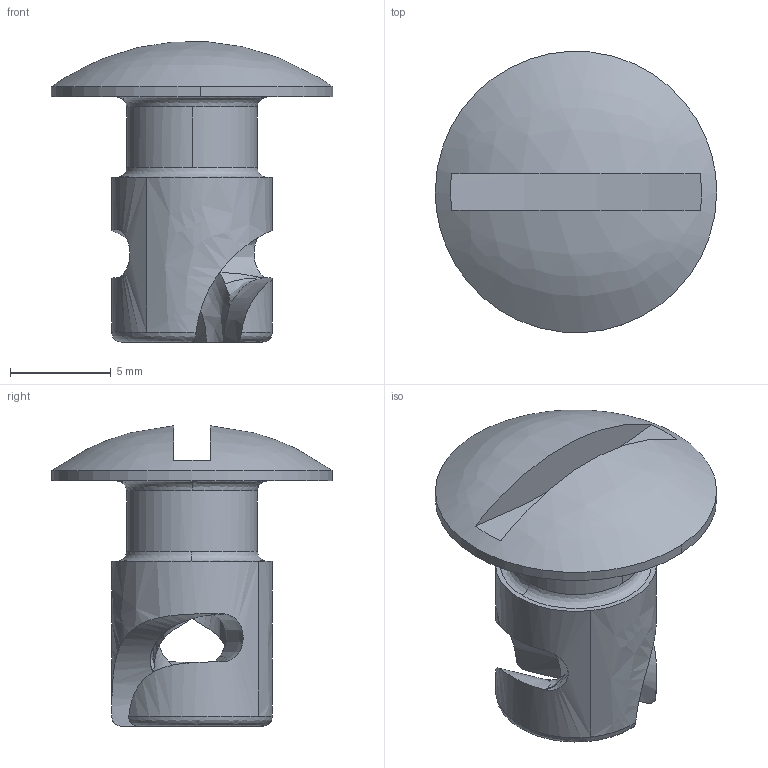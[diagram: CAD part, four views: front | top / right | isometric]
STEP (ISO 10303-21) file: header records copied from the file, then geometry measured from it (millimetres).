
FILE_DESCRIPTION((''),'2;1');
FILE_NAME('','2007-12-14T10:28:17',(''),(''),'','CADfix','');
FILE_SCHEMA(('AUTOMOTIVE_DESIGN { 1 0 10303 214 1 1 1 1 }'));
Length unit declared in the file: millimetre
Bounding box: 14 x 13.97 x 14.94 mm (x, y, z)
Volume: 607.7 mm3; surface area: 764.5 mm2
Topology: 1 solids, 1 shells, 35 faces, 96 edges, 66 vertices
Faces by surface type: bspline 35
Entity records: 3794 total; most frequent: CARTESIAN_POINT 3242, ORIENTED_EDGE 192, EDGE_CURVE 96, VERTEX_POINT 66, B_SPLINE_CURVE_WITH_KNOTS 44, EDGE_LOOP 38, FACE_OUTER_BOUND 35, ADVANCED_FACE 35
